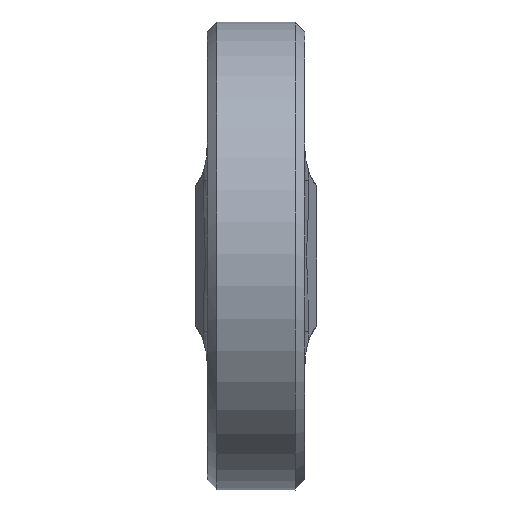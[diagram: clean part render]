
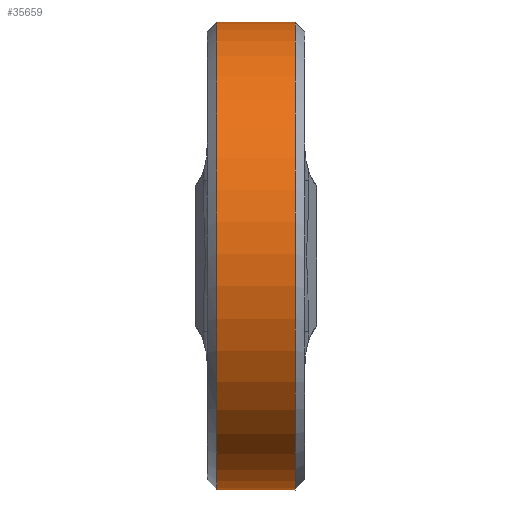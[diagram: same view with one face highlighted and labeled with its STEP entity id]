
A CAD part, front view. The second image highlights one B-rep face of the part: STEP entity #35659.
In plain terms, the highlighted free-form (B-spline) face has degree [1, 2] with [2, 9] control points.
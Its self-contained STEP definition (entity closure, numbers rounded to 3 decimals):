
#34496 = VERTEX_POINT('',#34497);
#34497 = CARTESIAN_POINT('',(1.734,8.43,6.083
    ));
#34506 = EDGE_CURVE('',#34507,#34496,#34509,.T.);
#34507 = VERTEX_POINT('',#34508);
#34508 = CARTESIAN_POINT('',(1.733,8.368,6.169
    ));
#34509 = B_SPLINE_CURVE_WITH_KNOTS('',3,(#34510,#34511,#34512,#34513),
  .UNSPECIFIED.,.F.,.F.,(4,4),(-1.804,-1.796),
  .PIECEWISE_BEZIER_KNOTS.);
#34510 = CARTESIAN_POINT('',(1.733,8.368,6.169
    ));
#34511 = CARTESIAN_POINT('',(1.733,8.388,6.14
    ));
#34512 = CARTESIAN_POINT('',(1.733,8.409,
    6.112));
#34513 = CARTESIAN_POINT('',(1.734,8.43,
    6.083));
#34572 = EDGE_CURVE('',#34507,#34573,#34575,.T.);
#34573 = VERTEX_POINT('',#34574);
#34574 = CARTESIAN_POINT('',(1.733,8.368,
    -6.169));
#34575 = ( BOUNDED_CURVE() B_SPLINE_CURVE(2,(#34576,#34577,#34578,#34579
    ,#34580,#34581,#34582,#34583,#34584),.UNSPECIFIED.,.F.,.F.) 
B_SPLINE_CURVE_WITH_KNOTS((3,2,2,2,3),(2.206,3.459,
4.712,5.966,7.219),.UNSPECIFIED.) CURVE() 
GEOMETRIC_REPRESENTATION_ITEM() RATIONAL_B_SPLINE_CURVE((1.,
    0.81,1.,0.81,1.,0.81,1.,0.81
,1.)) REPRESENTATION_ITEM('') );
#34576 = CARTESIAN_POINT('',(1.733,8.368,
    6.169));
#34577 = CARTESIAN_POINT('',(1.733,3.902,
    12.226));
#34578 = CARTESIAN_POINT('',(1.733,-3.247,
    9.875));
#34579 = CARTESIAN_POINT('',(1.733,-10.395,
    7.525));
#34580 = CARTESIAN_POINT('',(1.733,-10.395,
    0.));
#34581 = CARTESIAN_POINT('',(1.733,-10.395,
    -7.525));
#34582 = CARTESIAN_POINT('',(1.733,-3.247,
    -9.875));
#34583 = CARTESIAN_POINT('',(1.733,3.902,
    -12.226));
#34584 = CARTESIAN_POINT('',(1.733,8.368,
    -6.169));
#34632 = VERTEX_POINT('',#34633);
#34633 = CARTESIAN_POINT('',(-1.734,8.43,
    6.083));
#34683 = VERTEX_POINT('',#34684);
#34684 = CARTESIAN_POINT('',(-1.733,8.368,
    6.169));
#34691 = EDGE_CURVE('',#34683,#34632,#34692,.T.);
#34692 = B_SPLINE_CURVE_WITH_KNOTS('',3,(#34693,#34694,#34695,#34696),
  .UNSPECIFIED.,.F.,.F.,(4,4),(0.,0.012),
  .PIECEWISE_BEZIER_KNOTS.);
#34693 = CARTESIAN_POINT('',(-1.733,8.368,
    6.169));
#34694 = CARTESIAN_POINT('',(-1.733,8.388,
    6.14));
#34695 = CARTESIAN_POINT('',(-1.733,8.409,
    6.112));
#34696 = CARTESIAN_POINT('',(-1.734,8.43,
    6.083));
#34742 = VERTEX_POINT('',#34743);
#34743 = CARTESIAN_POINT('',(-1.733,8.368,
    -6.169));
#34750 = EDGE_CURVE('',#34683,#34742,#34751,.T.);
#34751 = ( BOUNDED_CURVE() B_SPLINE_CURVE(2,(#34752,#34753,#34754,#34755
    ,#34756,#34757,#34758,#34759,#34760),.UNSPECIFIED.,.F.,.F.) 
B_SPLINE_CURVE_WITH_KNOTS((3,2,2,2,3),(2.206,3.459,
4.712,5.966,7.219),.UNSPECIFIED.) CURVE() 
GEOMETRIC_REPRESENTATION_ITEM() RATIONAL_B_SPLINE_CURVE((1.,
    0.81,1.,0.81,1.,0.81,1.,0.81
,1.)) REPRESENTATION_ITEM('') );
#34752 = CARTESIAN_POINT('',(-1.733,8.368,
    6.169));
#34753 = CARTESIAN_POINT('',(-1.733,3.902,
    12.226));
#34754 = CARTESIAN_POINT('',(-1.733,-3.247,
    9.875));
#34755 = CARTESIAN_POINT('',(-1.733,-10.395,
    7.525));
#34756 = CARTESIAN_POINT('',(-1.733,-10.395,
    0.));
#34757 = CARTESIAN_POINT('',(-1.733,-10.395,
    -7.525));
#34758 = CARTESIAN_POINT('',(-1.733,-3.247,
    -9.875));
#34759 = CARTESIAN_POINT('',(-1.733,3.902,
    -12.226));
#34760 = CARTESIAN_POINT('',(-1.733,8.368,
    -6.169));
#34822 = VERTEX_POINT('',#34823);
#34823 = CARTESIAN_POINT('',(-1.734,8.43,
    -6.083));
#34832 = EDGE_CURVE('',#34742,#34822,#34833,.T.);
#34833 = B_SPLINE_CURVE_WITH_KNOTS('',3,(#34834,#34835,#34836,#34837),
  .UNSPECIFIED.,.F.,.F.,(4,4),(-1.804,-1.796),
  .PIECEWISE_BEZIER_KNOTS.);
#34834 = CARTESIAN_POINT('',(-1.733,8.368,
    -6.169));
#34835 = CARTESIAN_POINT('',(-1.733,8.388,
    -6.14));
#34836 = CARTESIAN_POINT('',(-1.733,8.409,
    -6.112));
#34837 = CARTESIAN_POINT('',(-1.734,8.43,
    -6.083));
#34890 = VERTEX_POINT('',#34891);
#34891 = CARTESIAN_POINT('',(1.734,8.43,
    -6.083));
#34939 = EDGE_CURVE('',#34573,#34890,#34940,.T.);
#34940 = B_SPLINE_CURVE_WITH_KNOTS('',3,(#34941,#34942,#34943,#34944),
  .UNSPECIFIED.,.F.,.F.,(4,4),(0.,0.012),
  .PIECEWISE_BEZIER_KNOTS.);
#34941 = CARTESIAN_POINT('',(1.733,8.368,
    -6.169));
#34942 = CARTESIAN_POINT('',(1.733,8.388,
    -6.14));
#34943 = CARTESIAN_POINT('',(1.733,8.409,
    -6.112));
#34944 = CARTESIAN_POINT('',(1.734,8.43,
    -6.083));
#34974 = EDGE_CURVE('',#34890,#34822,#34975,.T.);
#34975 = B_SPLINE_CURVE_WITH_KNOTS('',1,(#34976,#34977),.UNSPECIFIED.,
  .F.,.F.,(2,2),(-0.2,0.6),
  .PIECEWISE_BEZIER_KNOTS.);
#34976 = CARTESIAN_POINT('',(1.734,8.43,
    -6.083));
#34977 = CARTESIAN_POINT('',(-1.734,8.43,
    -6.083));
#35032 = EDGE_CURVE('',#34632,#34496,#35033,.T.);
#35033 = B_SPLINE_CURVE_WITH_KNOTS('',1,(#35034,#35035),.UNSPECIFIED.,
  .F.,.F.,(2,2),(-0.1,0.3),
  .PIECEWISE_BEZIER_KNOTS.);
#35034 = CARTESIAN_POINT('',(-1.734,8.43,
    6.083));
#35035 = CARTESIAN_POINT('',(1.734,8.43,6.083
    ));
#35659 = ADVANCED_FACE('',(#35660),#35670,.T.);
#35660 = FACE_BOUND('',#35661,.T.);
#35661 = EDGE_LOOP('',(#35662,#35663,#35664,#35665,#35666,#35667,#35668,
    #35669));
#35662 = ORIENTED_EDGE('',*,*,#34974,.F.);
#35663 = ORIENTED_EDGE('',*,*,#34939,.F.);
#35664 = ORIENTED_EDGE('',*,*,#34572,.F.);
#35665 = ORIENTED_EDGE('',*,*,#34506,.T.);
#35666 = ORIENTED_EDGE('',*,*,#35032,.F.);
#35667 = ORIENTED_EDGE('',*,*,#34691,.F.);
#35668 = ORIENTED_EDGE('',*,*,#34750,.T.);
#35669 = ORIENTED_EDGE('',*,*,#34832,.T.);
#35670 = ( BOUNDED_SURFACE() B_SPLINE_SURFACE(1,2,(
    (#35671,#35672,#35673,#35674,#35675,#35676,#35677,#35678,#35679)
    ,(#35680,#35681,#35682,#35683,#35684,#35685,#35686,#35687,#35688
)),.UNSPECIFIED.,.F.,.F.,.F.) B_SPLINE_SURFACE_WITH_KNOTS((2,2),(3,2,2,2
    ,3),(-0.167,0.167),(-5.658,
    -4.4,-3.142,-1.883,-0.625),
.UNSPECIFIED.) GEOMETRIC_REPRESENTATION_ITEM() RATIONAL_B_SPLINE_SURFACE
((
    (1.,0.809,1.,0.809,1.,0.809,1.
      ,0.809,1.)
    ,(1.,0.809,1.,0.809,1.,0.809,1.
,0.809,1.))) REPRESENTATION_ITEM('') SURFACE() );
#35671 = CARTESIAN_POINT('',(1.734,8.43,6.083
    ));
#35672 = CARTESIAN_POINT('',(1.734,4.002,12.218
    ));
#35673 = CARTESIAN_POINT('',(1.734,-3.197,9.892
    ));
#35674 = CARTESIAN_POINT('',(1.734,-10.395,
    7.565));
#35675 = CARTESIAN_POINT('',(1.734,-10.395,0.));
#35676 = CARTESIAN_POINT('',(1.734,-10.395,
    -7.565));
#35677 = CARTESIAN_POINT('',(1.734,-3.197,
    -9.892));
#35678 = CARTESIAN_POINT('',(1.734,4.002,-12.218
    ));
#35679 = CARTESIAN_POINT('',(1.734,8.43,
    -6.083));
#35680 = CARTESIAN_POINT('',(-1.734,8.43,
    6.083));
#35681 = CARTESIAN_POINT('',(-1.734,4.002,
    12.218));
#35682 = CARTESIAN_POINT('',(-1.734,-3.197,
    9.892));
#35683 = CARTESIAN_POINT('',(-1.734,-10.395,
    7.565));
#35684 = CARTESIAN_POINT('',(-1.734,-10.395,0.));
#35685 = CARTESIAN_POINT('',(-1.734,-10.395,
    -7.565));
#35686 = CARTESIAN_POINT('',(-1.734,-3.197,
    -9.892));
#35687 = CARTESIAN_POINT('',(-1.734,4.002,
    -12.218));
#35688 = CARTESIAN_POINT('',(-1.734,8.43,
    -6.083));
